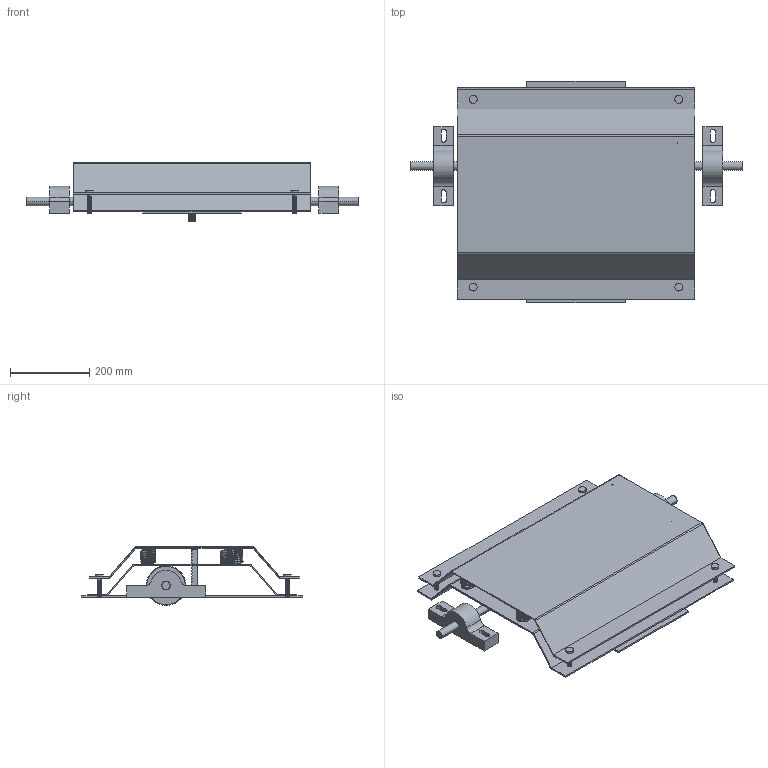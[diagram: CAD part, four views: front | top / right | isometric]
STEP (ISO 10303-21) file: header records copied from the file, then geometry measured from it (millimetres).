
FILE_DESCRIPTION(('CATIA V5 STEP Exchange'),'2;1');
FILE_NAME('Speedbreaker.stp','2019-03-25T08:16:34+00:00',('none'),('none'),'CATIA Version 5 Release 20 GA (IN-10)','CATIA V5 STEP AP203','none');
FILE_SCHEMA(('CONFIG_CONTROL_DESIGN'));
Length unit declared in the file: millimetre
Products named in the file (1): Product1
Assembly tree (14 placements, depth 2):
  Product1
    #58
    #1434
    #3997  x2
    #4641
    #4745  x4
    #8082  x4
    #14645
Bounding box: 840 x 560 x 148.15 mm (x, y, z)
Volume: 4566887.3 mm3; surface area: 1848266.2 mm2
Topology: 14 solids, 14 shells, 947 faces, 2524 edges, 1608 vertices
Faces by surface type: plane 381, bspline 312, cylinder 242, revolution 8, torus 4
Entity records: 24669 total; most frequent: CARTESIAN_POINT 10711, ORIENTED_EDGE 3302, DIRECTION 2204, EDGE_CURVE 1651, VECTOR 1148, LINE 1148, VERTEX_POINT 1077, AXIS2_PLACEMENT_3D 656
